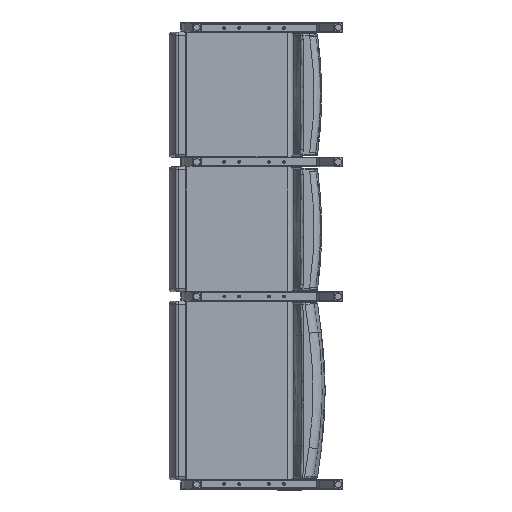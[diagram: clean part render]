
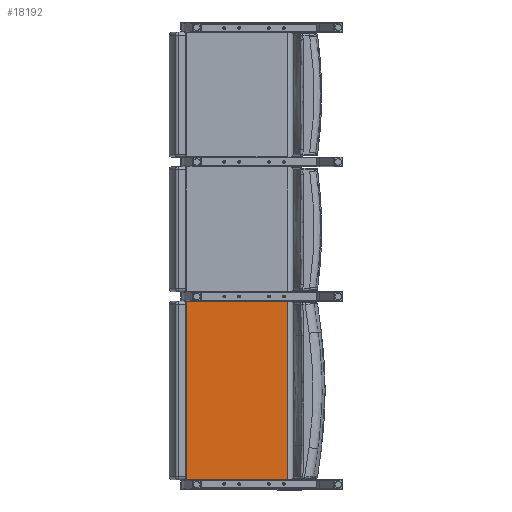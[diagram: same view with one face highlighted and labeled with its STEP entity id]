
A CAD part, front view. The second image highlights one B-rep face of the part: STEP entity #18192.
In plain terms, the highlighted planar face has unit normal (0, -1, 0).
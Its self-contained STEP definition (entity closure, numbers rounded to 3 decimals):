
#2074=PLANE('',#19574);
#3103=LINE('',#26956,#3715);
#3119=LINE('',#27090,#3731);
#3125=LINE('',#27177,#3737);
#3126=LINE('',#27179,#3738);
#3715=VECTOR('',#21792,16.874);
#3731=VECTOR('',#21868,16.874);
#3737=VECTOR('',#21930,29.932);
#3738=VECTOR('',#21933,29.932);
#4826=FACE_OUTER_BOUND('',#6097,.T.);
#6097=EDGE_LOOP('',(#13237,#13238,#13239,#13240));
#8938=VERTEX_POINT('',#26944);
#8939=VERTEX_POINT('',#26955);
#8963=VERTEX_POINT('',#27078);
#8964=VERTEX_POINT('',#27089);
#10587=EDGE_CURVE('',#8938,#8939,#3103,.T.);
#10626=EDGE_CURVE('',#8963,#8964,#3119,.T.);
#10651=EDGE_CURVE('',#8963,#8939,#3125,.T.);
#10652=EDGE_CURVE('',#8964,#8938,#3126,.T.);
#13237=ORIENTED_EDGE('',*,*,#10587,.F.);
#13238=ORIENTED_EDGE('',*,*,#10652,.F.);
#13239=ORIENTED_EDGE('',*,*,#10626,.F.);
#13240=ORIENTED_EDGE('',*,*,#10651,.T.);
#18192=ADVANCED_FACE('',(#4826),#2074,.T.);
#19574=AXIS2_PLACEMENT_3D('',#27178,#21931,#21932);
#21792=DIRECTION('',(1.,0.,0.));
#21868=DIRECTION('',(-1.,0.,0.));
#21930=DIRECTION('',(0.,0.,1.));
#21931=DIRECTION('center_axis',(0.,-1.,0.));
#21932=DIRECTION('ref_axis',(1.,0.,0.));
#21933=DIRECTION('',(0.,0.,1.));
#26944=CARTESIAN_POINT('',(-12.083,0.797,29.966));
#26955=CARTESIAN_POINT('',(4.791,0.797,29.966));
#26956=CARTESIAN_POINT('',(-9.146,0.797,29.966));
#27078=CARTESIAN_POINT('',(4.791,0.797,0.034));
#27089=CARTESIAN_POINT('',(-12.083,0.797,0.034));
#27090=CARTESIAN_POINT('',(-9.146,0.797,0.034));
#27177=CARTESIAN_POINT('',(4.791,0.797,0.));
#27178=CARTESIAN_POINT('Origin',(-12.083,0.797,0.));
#27179=CARTESIAN_POINT('',(-12.083,0.797,0.));
